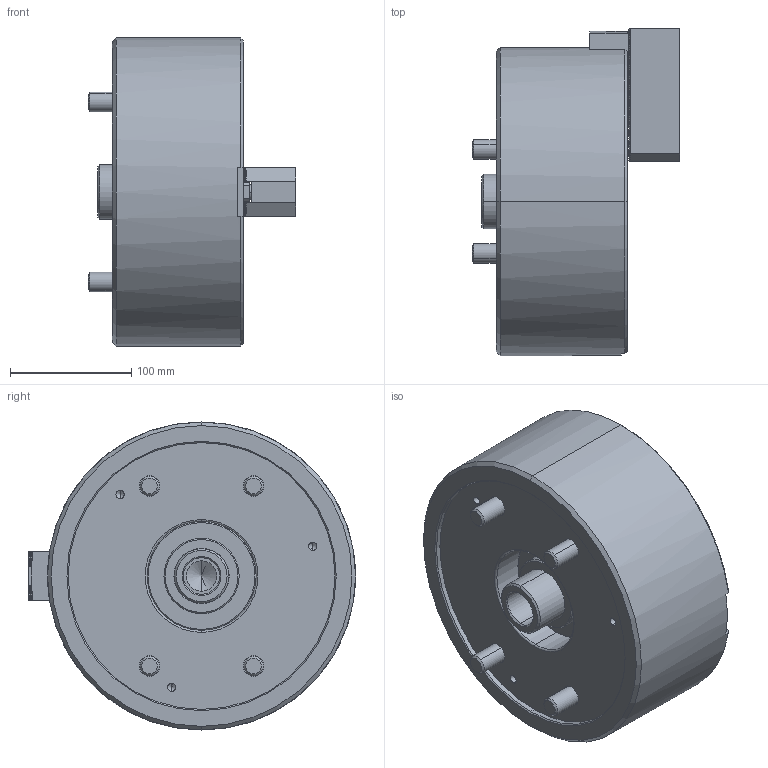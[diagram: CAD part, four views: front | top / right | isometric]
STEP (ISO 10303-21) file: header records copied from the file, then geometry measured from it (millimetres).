
FILE_DESCRIPTION (( 'STEP AP203' ), '1' );
FILE_NAME ('CF-1L-10.STEP', '2021-08-31T06:29:48', ( '' ), ( '' ), 'SwSTEP 2.0', 'SolidWorks 2016', '' );
FILE_SCHEMA (( 'CONFIG_CONTROL_DESIGN' ));
Length unit declared in the file: millimetre
Products named in the file (14): SJ-10; CF-1L-10-03010; 圓頭內六角螺栓_M12x30; CF-1L-10-05000; 圓頭內六角螺栓_M16x110; CF-1L-10-06000; CF-1L-10; CF-1L-10-07000; CF-1L-10-08000; 圓頭內六角螺栓_M8x16; 半圓頭六角孔螺栓_M5x10; CF-1L-10-01000; CF-3H-210-04000(T型塊); CF-1L-10-02000
Assembly tree (19 placements, depth 2):
  CF-1L-10
    CF-1L-10-01000
    CF-1L-10-02000
    CF-1L-10-03010
    CF-1L-10-05000
    CF-1L-10-06000
    CF-1L-10-07000
    CF-1L-10-08000
    圓頭內六角螺栓_M8x16
    半圓頭六角孔螺栓_M5x10  x3
    CF-3H-210-04000(T型塊)
    SJ-10
    圓頭內六角螺栓_M12x30  x2
    圓頭內六角螺栓_M16x110  x4
Bounding box: 171.3 x 269.75 x 254 mm (x, y, z)
Volume: 5210414.8 mm3; surface area: 442658.8 mm2
Topology: 19 solids, 19 shells, 1558 faces, 4272 edges, 2764 vertices
Faces by surface type: plane 981, cylinder 443, cone 126, torus 8
Entity records: 45976 total; most frequent: CARTESIAN_POINT 9400, ORIENTED_EDGE 7776, DIRECTION 6678, EDGE_CURVE 3888, LINE 2940, VECTOR 2940, VERTEX_POINT 2563, AXIS2_PLACEMENT_3D 1869
